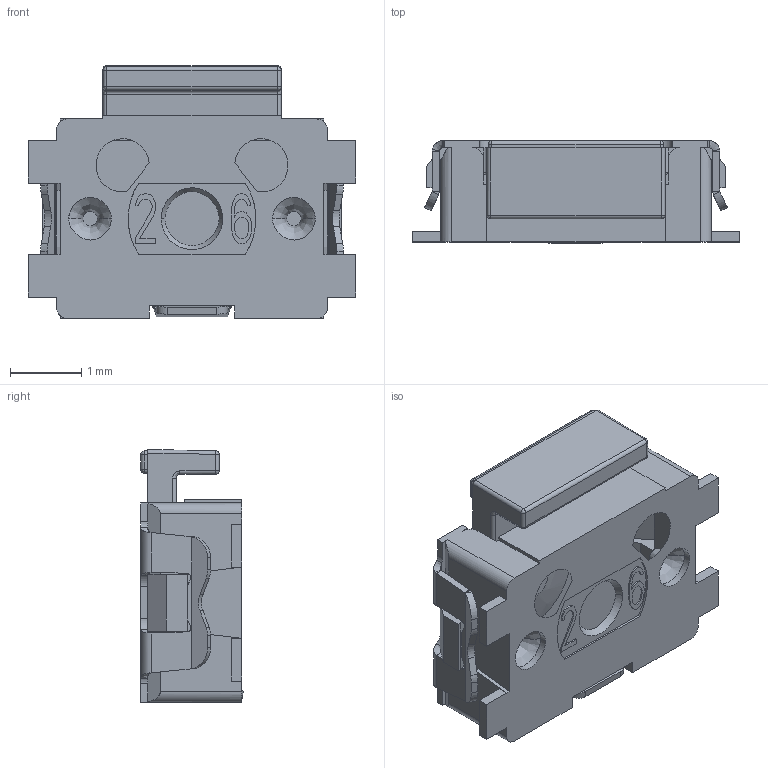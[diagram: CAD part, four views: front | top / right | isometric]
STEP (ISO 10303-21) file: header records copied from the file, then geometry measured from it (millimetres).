
FILE_DESCRIPTION(/* description */ (''),/* implementation_level */ '2;1');
FILE_NAME(/* name */ 'User Library-KMS231G',/* time_stamp */ '2024-07-05T15:38:57+02:00',/* author */ ('SB'),/* organization */ (''),/* preprocessor_version */ 'ST-DEVELOPER v16.7',/* originating_system */ 'DEX',/* authorisation */ $);
FILE_SCHEMA (('AUTOMOTIVE_DESIGN {1 0 10303 214 3 1 1}'));
Length unit declared in the file: millimetre
Products named in the file (1): User Library-KMS231G
Bounding box: 4.6 x 1.44 x 3.55 mm (x, y, z)
Surface area: 63.8 mm2 (no closed solid volume)
Topology: 0 solids, 1 shells, 378 faces, 1031 edges, 648 vertices
Faces by surface type: plane 247, cylinder 92, bspline 36, cone 3
Entity records: 12496 total; most frequent: CARTESIAN_POINT 3547, ORIENTED_EDGE 2042, DIRECTION 1520, EDGE_CURVE 1023, LINE 758, VECTOR 758, VERTEX_POINT 648, EDGE_LOOP 391
